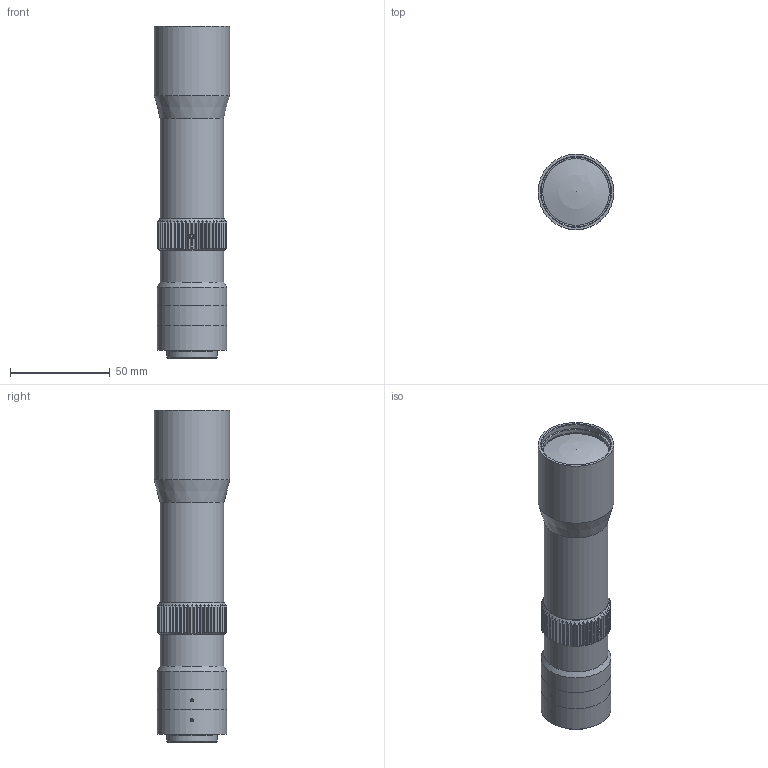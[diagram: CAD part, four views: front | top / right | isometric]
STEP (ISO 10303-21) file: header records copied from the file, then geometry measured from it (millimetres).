
FILE_DESCRIPTION(/* description */ (''),/* implementation_level */ '2;1');
FILE_NAME(/* name */ 'TOB22_11.0-80-V-WN.stp',/* time_stamp */ '2020-06-09T10:47:06+02:00',/* author */ (''),/* organization */ ('Vision & Control GmbH'),/* preprocessor_version */ 'ST-DEVELOPER v16.5',/* originating_system */ 'Autodesk Inventor 2017',/* authorisation */ '');
FILE_SCHEMA (('AUTOMOTIVE_DESIGN { 1 0 10303 214 3 1 1 }'));
Length unit declared in the file: millimetre
Products named in the file (1): TOB22_11.0-80-V-WN_AK2
Bounding box: 38 x 38 x 166.45 mm (x, y, z)
Volume: 172512.3 mm3; surface area: 67031.3 mm2
Topology: 17 solids, 17 shells, 431 faces, 1067 edges, 700 vertices
Faces by surface type: plane 227, cylinder 139, cone 43, torus 14, sphere 8
Full cylindrical faces by diameter (mm): 1.567 x3, 2 x2, 2.459 x2, 3 x2, 10.2 x1, 12 x1, 12.46 x1, 13.06 x1, 17.5 x2, 17.61 x1, 18.5 x3, 18.96 x1, 19.5 x1, 19.56 x1, 19.96 x1, 20.09 x1, 20.8 x1, 21 x1, 22 x1, 23 x2, 23.46 x1, 24 x1, 24.46 x1, 24.6 x1, 25 x2, 25.185 x1, 25.4 x1, 25.607 x1, 26 x1, 26.2 x1
Entity records: 12282 total; most frequent: CARTESIAN_POINT 2761, DIRECTION 1854, ORIENTED_EDGE 1770, EDGE_CURVE 885, AXIS2_PLACEMENT_3D 778, VERTEX_POINT 652, EDGE_LOOP 617, FACE_OUTER_BOUND 431
